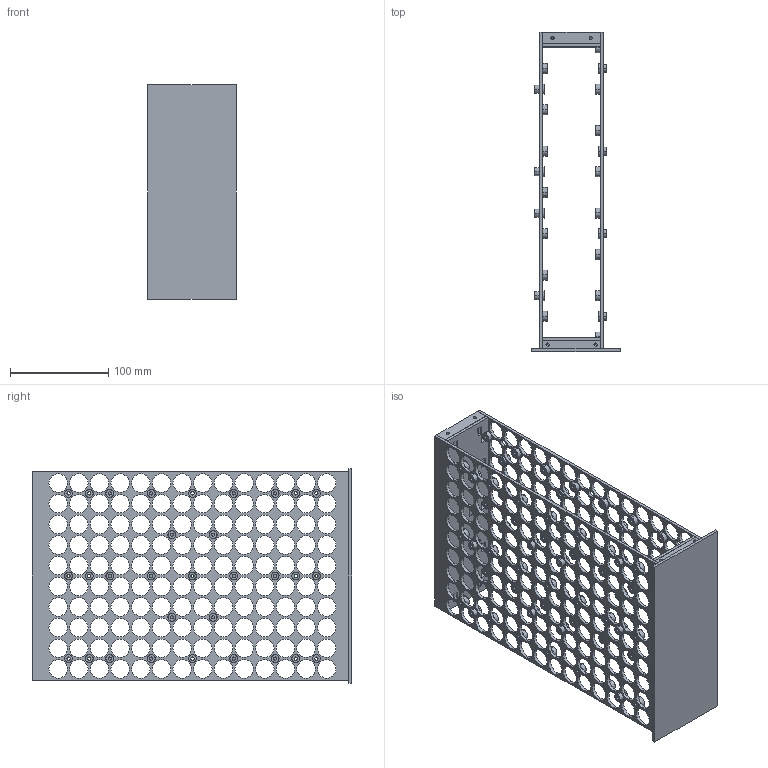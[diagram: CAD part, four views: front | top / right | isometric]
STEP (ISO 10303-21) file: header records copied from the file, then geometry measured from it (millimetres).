
FILE_DESCRIPTION (( 'STEP AP214' ), '1' );
FILE_NAME ('2022 PT Segment Internal Structure Assembly.STEP', '2022-01-08T10:03:47', ( '' ), ( '' ), 'SwSTEP 2.0', 'SolidWorks 2021', '' );
FILE_SCHEMA (( 'AUTOMOTIVE_DESIGN' ));
Length unit declared in the file: millimetre
Products named in the file (5): 2022 PT Segment Claw Boss; 2022 PT Segment RHS Outer Wall Boss; 2022 PT Segment PCB Boss; 2022 PT Segment Structure Short_Internal; 2022 PT Segment Internal Structure Assembly
Assembly tree (72 placements, depth 2):
  2022 PT Segment Internal Structure Assembly
    2022 PT Segment Structure Short_Internal
    2022 PT Segment Claw Boss  x45
    2022 PT Segment PCB Boss  x16
    2022 PT Segment RHS Outer Wall Boss  x10
Bounding box: 90 x 324.6 x 217.6 mm (x, y, z)
Volume: 399047.9 mm3; surface area: 329681.5 mm2
Topology: 84 solids, 84 shells, 1807 faces, 4626 edges, 3052 vertices
Faces by surface type: cylinder 1258, plane 509, cone 40
Entity records: 42547 total; most frequent: DIRECTION 7618, CARTESIAN_POINT 6872, ORIENTED_EDGE 6732, EDGE_CURVE 3366, AXIS2_PLACEMENT_3D 2982, VERTEX_POINT 2236, EDGE_LOOP 2010, CIRCLE 1712
